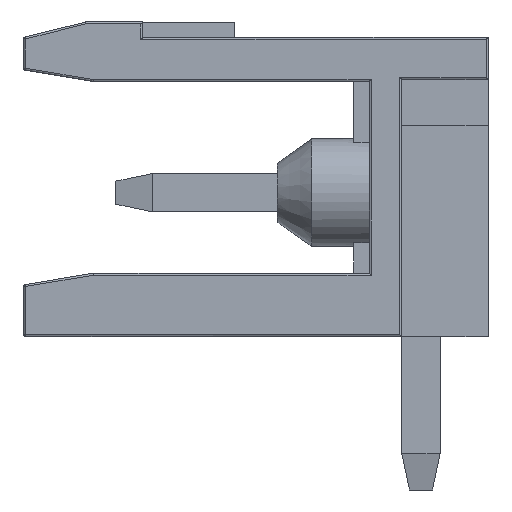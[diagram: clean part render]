
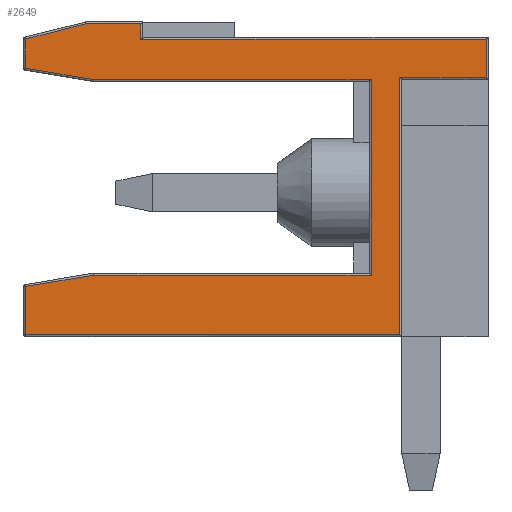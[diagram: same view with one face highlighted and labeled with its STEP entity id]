
A CAD part, left-side view. The second image highlights one B-rep face of the part: STEP entity #2649.
In plain terms, the highlighted planar face has unit normal (-1, 0, 0).
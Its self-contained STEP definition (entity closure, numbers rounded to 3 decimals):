
#175 = VERTEX_POINT ( 'NONE', #5963 ) ;
#571 = EDGE_CURVE ( 'NONE', #175, #9103, #7096, .T. ) ;
#682 = LINE ( 'NONE', #28129, #28793 ) ;
#914 = CARTESIAN_POINT ( 'NONE',  ( 0., 2.3, 6.75 ) ) ;
#1022 = CARTESIAN_POINT ( 'NONE',  ( 0., 9.05, 8.15 ) ) ;
#1126 = VERTEX_POINT ( 'NONE', #914 ) ;
#1370 = EDGE_CURVE ( 'NONE', #22462, #25314, #24327, .T. ) ;
#1406 = LINE ( 'NONE', #15786, #28265 ) ;
#1543 = DIRECTION ( 'NONE',  ( 0., 0.97, -0.243 ) ) ;
#2649 = ADVANCED_FACE ( 'NONE', ( #26941 ), #8465, .F. ) ;
#3175 = EDGE_CURVE ( 'NONE', #12115, #11006, #13167, .T. ) ;
#3274 = CARTESIAN_POINT ( 'NONE',  ( 0., 12.05, 1.306 ) ) ;
#3359 = CARTESIAN_POINT ( 'NONE',  ( 0., 0.05, 6.75 ) ) ;
#3422 = AXIS2_PLACEMENT_3D ( 'NONE', #10717, #29014, #10412 ) ;
#4087 = LINE ( 'NONE', #12008, #24515 ) ;
#4254 = LINE ( 'NONE', #4550, #22017 ) ;
#4550 = CARTESIAN_POINT ( 'NONE',  ( 0., 12.092, 1.299 ) ) ;
#5138 = ORIENTED_EDGE ( 'NONE', *, *, #6945, .T. ) ;
#5281 = ORIENTED_EDGE ( 'NONE', *, *, #11850, .T. ) ;
#5701 = CARTESIAN_POINT ( 'NONE',  ( 0., 3.05, 1.6 ) ) ;
#5839 = DIRECTION ( 'NONE',  ( 0., 0., -1. ) ) ;
#5963 = CARTESIAN_POINT ( 'NONE',  ( 0., 12.05, 7.761 ) ) ;
#6490 = ORIENTED_EDGE ( 'NONE', *, *, #21318, .T. ) ;
#6691 = VERTEX_POINT ( 'NONE', #23736 ) ;
#6945 = EDGE_CURVE ( 'NONE', #11639, #7442, #25618, .T. ) ;
#7006 = ORIENTED_EDGE ( 'NONE', *, *, #19781, .T. ) ;
#7096 = LINE ( 'NONE', #16257, #13558 ) ;
#7185 = DIRECTION ( 'NONE',  ( 0., 0., 1. ) ) ;
#7442 = VERTEX_POINT ( 'NONE', #25572 ) ;
#7604 = VECTOR ( 'NONE', #5839, 1000. ) ;
#7842 = LINE ( 'NONE', #8155, #14392 ) ;
#8006 = ORIENTED_EDGE ( 'NONE', *, *, #17312, .T. ) ;
#8155 = CARTESIAN_POINT ( 'NONE',  ( 0., 0., 6.75 ) ) ;
#8295 = DIRECTION ( 'NONE',  ( 0., -1., 0. ) ) ;
#8465 = PLANE ( 'NONE',  #3422 ) ;
#8737 = CARTESIAN_POINT ( 'NONE',  ( 0., 3.1, 6.7 ) ) ;
#9103 = VERTEX_POINT ( 'NONE', #11624 ) ;
#9679 = CARTESIAN_POINT ( 'NONE',  ( 0., 10.296, 6.7 ) ) ;
#9762 = VECTOR ( 'NONE', #8295, 1000. ) ;
#9801 = CARTESIAN_POINT ( 'NONE',  ( 0., 3.05, 6.7 ) ) ;
#10094 = CARTESIAN_POINT ( 'NONE',  ( 0., 2.3, 0.05 ) ) ;
#10278 = DIRECTION ( 'NONE',  ( 0., -1., 0. ) ) ;
#10412 = DIRECTION ( 'NONE',  ( 0., 0., -1. ) ) ;
#10612 = CARTESIAN_POINT ( 'NONE',  ( 0., 9.05, 8.2 ) ) ;
#10717 = CARTESIAN_POINT ( 'NONE',  ( 0., 12.1, 8.2 ) ) ;
#10763 = VECTOR ( 'NONE', #25913, 1000. ) ;
#10782 = CARTESIAN_POINT ( 'NONE',  ( 0., 3.05, 1.65 ) ) ;
#11006 = VERTEX_POINT ( 'NONE', #1022 ) ;
#11624 = CARTESIAN_POINT ( 'NONE',  ( 0., 12.05, 6.994 ) ) ;
#11639 = VERTEX_POINT ( 'NONE', #3274 ) ;
#11818 = ORIENTED_EDGE ( 'NONE', *, *, #571, .T. ) ;
#11850 = EDGE_CURVE ( 'NONE', #6691, #12115, #16581, .T. ) ;
#12008 = CARTESIAN_POINT ( 'NONE',  ( 0., 0.05, 7.8 ) ) ;
#12115 = VERTEX_POINT ( 'NONE', #18213 ) ;
#12523 = ORIENTED_EDGE ( 'NONE', *, *, #29210, .T. ) ;
#12687 = EDGE_CURVE ( 'NONE', #22631, #22462, #15065, .T. ) ;
#12744 = ORIENTED_EDGE ( 'NONE', *, *, #12687, .T. ) ;
#13002 = ORIENTED_EDGE ( 'NONE', *, *, #24502, .T. ) ;
#13167 = LINE ( 'NONE', #10612, #28342 ) ;
#13558 = VECTOR ( 'NONE', #14010, 1000. ) ;
#14010 = DIRECTION ( 'NONE',  ( 0., 0., -1. ) ) ;
#14332 = CARTESIAN_POINT ( 'NONE',  ( 0., 12.05, 8.2 ) ) ;
#14392 = VECTOR ( 'NONE', #21684, 1000. ) ;
#14818 = ORIENTED_EDGE ( 'NONE', *, *, #1370, .T. ) ;
#14940 = CARTESIAN_POINT ( 'NONE',  ( 0., 12.1, 0.05 ) ) ;
#15065 = LINE ( 'NONE', #8737, #9762 ) ;
#15786 = CARTESIAN_POINT ( 'NONE',  ( 0., 10.3, 1.6 ) ) ;
#16257 = CARTESIAN_POINT ( 'NONE',  ( 0., 12.05, 8.2 ) ) ;
#16581 = LINE ( 'NONE', #16737, #10763 ) ;
#16737 = CARTESIAN_POINT ( 'NONE',  ( 0., 9., 7.75 ) ) ;
#17312 = EDGE_CURVE ( 'NONE', #9103, #22631, #21409, .T. ) ;
#18213 = CARTESIAN_POINT ( 'NONE',  ( 0., 9.05, 7.75 ) ) ;
#18307 = EDGE_CURVE ( 'NONE', #21972, #1126, #18500, .T. ) ;
#18500 = LINE ( 'NONE', #18806, #23306 ) ;
#18585 = CARTESIAN_POINT ( 'NONE',  ( 0., 10.296, 1.6 ) ) ;
#18806 = CARTESIAN_POINT ( 'NONE',  ( 0., 2.3, 6.7 ) ) ;
#19781 = EDGE_CURVE ( 'NONE', #11006, #20672, #28112, .T. ) ;
#20319 = VECTOR ( 'NONE', #25292, 1000. ) ;
#20532 = ORIENTED_EDGE ( 'NONE', *, *, #25120, .T. ) ;
#20597 = VERTEX_POINT ( 'NONE', #3359 ) ;
#20672 = VERTEX_POINT ( 'NONE', #22096 ) ;
#20786 = DIRECTION ( 'NONE',  ( 0., 0., -1. ) ) ;
#20886 = DIRECTION ( 'NONE',  ( 0., 0., 1. ) ) ;
#21318 = EDGE_CURVE ( 'NONE', #27794, #11639, #4254, .T. ) ;
#21409 = LINE ( 'NONE', #23846, #25208 ) ;
#21562 = DIRECTION ( 'NONE',  ( 0., -0.986, -0.165 ) ) ;
#21684 = DIRECTION ( 'NONE',  ( 0., -1., 0. ) ) ;
#21967 = ORIENTED_EDGE ( 'NONE', *, *, #3175, .T. ) ;
#21972 = VERTEX_POINT ( 'NONE', #10094 ) ;
#22017 = VECTOR ( 'NONE', #27202, 1000. ) ;
#22043 = EDGE_CURVE ( 'NONE', #25314, #27794, #1406, .T. ) ;
#22096 = CARTESIAN_POINT ( 'NONE',  ( 0., 10.494, 8.15 ) ) ;
#22462 = VERTEX_POINT ( 'NONE', #9801 ) ;
#22631 = VERTEX_POINT ( 'NONE', #9679 ) ;
#23306 = VECTOR ( 'NONE', #20886, 1000. ) ;
#23544 = ORIENTED_EDGE ( 'NONE', *, *, #18307, .T. ) ;
#23736 = CARTESIAN_POINT ( 'NONE',  ( 0., 0.05, 7.75 ) ) ;
#23846 = CARTESIAN_POINT ( 'NONE',  ( 0., 10.292, 6.699 ) ) ;
#24327 = LINE ( 'NONE', #10782, #7604 ) ;
#24368 = ORIENTED_EDGE ( 'NONE', *, *, #22043, .T. ) ;
#24502 = EDGE_CURVE ( 'NONE', #1126, #20597, #7842, .T. ) ;
#24515 = VECTOR ( 'NONE', #7185, 1000. ) ;
#24619 = VECTOR ( 'NONE', #10278, 1000. ) ;
#25120 = EDGE_CURVE ( 'NONE', #20672, #175, #682, .T. ) ;
#25163 = EDGE_LOOP ( 'NONE', ( #7006, #20532, #11818, #8006, #12744, #14818, #24368, #6490, #5138, #12523, #23544, #13002, #27178, #5281, #21967 ) ) ;
#25208 = VECTOR ( 'NONE', #21562, 1000. ) ;
#25292 = DIRECTION ( 'NONE',  ( 0., 1., 0. ) ) ;
#25314 = VERTEX_POINT ( 'NONE', #5701 ) ;
#25572 = CARTESIAN_POINT ( 'NONE',  ( 0., 12.05, 0.05 ) ) ;
#25618 = LINE ( 'NONE', #14332, #28152 ) ;
#25913 = DIRECTION ( 'NONE',  ( 0., 1., 0. ) ) ;
#26412 = DIRECTION ( 'NONE',  ( 0., 0., 1. ) ) ;
#26941 = FACE_OUTER_BOUND ( 'NONE', #25163, .T. ) ;
#26986 = EDGE_CURVE ( 'NONE', #20597, #6691, #4087, .T. ) ;
#27178 = ORIENTED_EDGE ( 'NONE', *, *, #26986, .T. ) ;
#27202 = DIRECTION ( 'NONE',  ( 0., 0.986, -0.165 ) ) ;
#27532 = CARTESIAN_POINT ( 'NONE',  ( 0., 12.1, 8.15 ) ) ;
#27794 = VERTEX_POINT ( 'NONE', #18585 ) ;
#28112 = LINE ( 'NONE', #27532, #20319 ) ;
#28129 = CARTESIAN_POINT ( 'NONE',  ( 0., 12.088, 7.751 ) ) ;
#28152 = VECTOR ( 'NONE', #20786, 1000. ) ;
#28265 = VECTOR ( 'NONE', #28984, 1000. ) ;
#28293 = LINE ( 'NONE', #14940, #24619 ) ;
#28342 = VECTOR ( 'NONE', #26412, 1000. ) ;
#28793 = VECTOR ( 'NONE', #1543, 1000. ) ;
#28984 = DIRECTION ( 'NONE',  ( 0., 1., 0. ) ) ;
#29014 = DIRECTION ( 'NONE',  ( 1., 0., 0. ) ) ;
#29210 = EDGE_CURVE ( 'NONE', #7442, #21972, #28293, .T. ) ;
